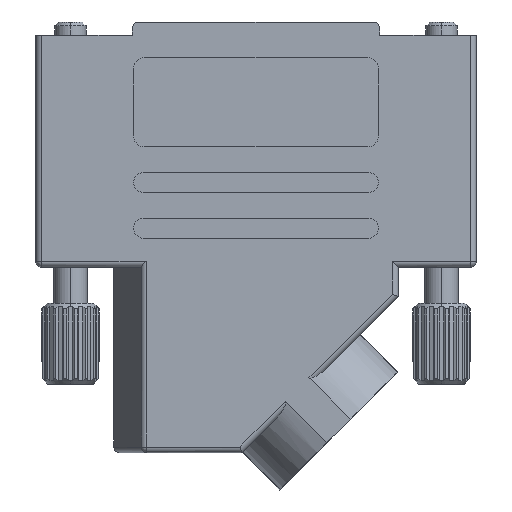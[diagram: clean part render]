
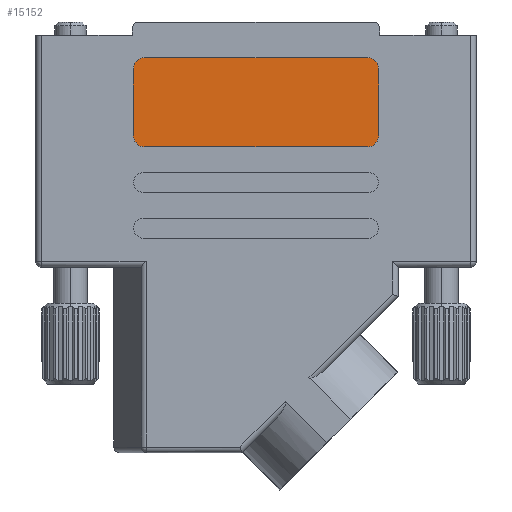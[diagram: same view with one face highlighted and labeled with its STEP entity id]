
A CAD part, front view. The second image highlights one B-rep face of the part: STEP entity #15152.
In plain terms, the highlighted planar face has unit normal (0, -1, 0).
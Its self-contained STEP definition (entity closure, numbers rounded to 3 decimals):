
#372 = LINE ( 'NONE', #2070, #581 ) ;
#581 = VECTOR ( 'NONE', #17481, 1000. ) ;
#795 = EDGE_CURVE ( 'NONE', #6314, #5053, #17819, .T. ) ;
#1278 = CARTESIAN_POINT ( 'NONE',  ( -10., -7.05, -9. ) ) ;
#1481 = CARTESIAN_POINT ( 'NONE',  ( 10., -7.05, -10. ) ) ;
#1541 = CARTESIAN_POINT ( 'NONE',  ( -11., -7.05, -3. ) ) ;
#1574 = PLANE ( 'NONE',  #10940 ) ;
#1784 = EDGE_LOOP ( 'NONE', ( #7288, #21455, #12342, #15166, #7049, #8515, #11801, #21870 ) ) ;
#2070 = CARTESIAN_POINT ( 'NONE',  ( 10., -7.05, -2. ) ) ;
#2806 = VERTEX_POINT ( 'NONE', #11873 ) ;
#2818 = VECTOR ( 'NONE', #15762, 1000. ) ;
#2922 = EDGE_CURVE ( 'NONE', #10667, #2806, #7919, .T. ) ;
#3001 = AXIS2_PLACEMENT_3D ( 'NONE', #6817, #22112, #13615 ) ;
#3358 = CIRCLE ( 'NONE', #3001, 1. ) ;
#3362 = FACE_OUTER_BOUND ( 'NONE', #1784, .T. ) ;
#3672 = DIRECTION ( 'NONE',  ( 0., -1., 0. ) ) ;
#3683 = VERTEX_POINT ( 'NONE', #10560 ) ;
#4519 = CARTESIAN_POINT ( 'NONE',  ( 10., -7.05, -10. ) ) ;
#5053 = VERTEX_POINT ( 'NONE', #1481 ) ;
#5489 = CARTESIAN_POINT ( 'NONE',  ( -10., -7.05, -2. ) ) ;
#6311 = AXIS2_PLACEMENT_3D ( 'NONE', #9097, #15895, #20950 ) ;
#6314 = VERTEX_POINT ( 'NONE', #12178 ) ;
#6506 = CARTESIAN_POINT ( 'NONE',  ( 10., -7.05, -3. ) ) ;
#6817 = CARTESIAN_POINT ( 'NONE',  ( -10., -7.05, -3. ) ) ;
#7049 = ORIENTED_EDGE ( 'NONE', *, *, #14754, .T. ) ;
#7288 = ORIENTED_EDGE ( 'NONE', *, *, #8647, .T. ) ;
#7308 = VECTOR ( 'NONE', #21954, 1000. ) ;
#7341 = VECTOR ( 'NONE', #9654, 1000. ) ;
#7919 = LINE ( 'NONE', #12824, #2818 ) ;
#8288 = DIRECTION ( 'NONE',  ( 0., 0., 1. ) ) ;
#8515 = ORIENTED_EDGE ( 'NONE', *, *, #795, .T. ) ;
#8600 = CARTESIAN_POINT ( 'NONE',  ( 10., -7.05, -9. ) ) ;
#8647 = EDGE_CURVE ( 'NONE', #17796, #19220, #16281, .T. ) ;
#8700 = EDGE_CURVE ( 'NONE', #19220, #20552, #372, .T. ) ;
#9097 = CARTESIAN_POINT ( 'NONE',  ( 10., -7.05, -3. ) ) ;
#9654 = DIRECTION ( 'NONE',  ( 1., 0., 0. ) ) ;
#9784 = DIRECTION ( 'NONE',  ( 0., 0., 1. ) ) ;
#10377 = DIRECTION ( 'NONE',  ( 0., 0., 1. ) ) ;
#10560 = CARTESIAN_POINT ( 'NONE',  ( 11., -7.05, -9. ) ) ;
#10667 = VERTEX_POINT ( 'NONE', #1541 ) ;
#10940 = AXIS2_PLACEMENT_3D ( 'NONE', #6506, #16437, #8288 ) ;
#11346 = LINE ( 'NONE', #16586, #7308 ) ;
#11462 = DIRECTION ( 'NONE',  ( 0., -1., 0. ) ) ;
#11801 = ORIENTED_EDGE ( 'NONE', *, *, #18168, .T. ) ;
#11873 = CARTESIAN_POINT ( 'NONE',  ( -11., -7.05, -9. ) ) ;
#11902 = EDGE_CURVE ( 'NONE', #20552, #10667, #3358, .T. ) ;
#12178 = CARTESIAN_POINT ( 'NONE',  ( -10., -7.05, -10. ) ) ;
#12298 = EDGE_CURVE ( 'NONE', #3683, #17796, #11346, .T. ) ;
#12342 = ORIENTED_EDGE ( 'NONE', *, *, #11902, .T. ) ;
#12824 = CARTESIAN_POINT ( 'NONE',  ( -11., -7.05, -3. ) ) ;
#13615 = DIRECTION ( 'NONE',  ( 0., 0., 1. ) ) ;
#14125 = CIRCLE ( 'NONE', #16629, 1. ) ;
#14754 = EDGE_CURVE ( 'NONE', #2806, #6314, #14125, .T. ) ;
#15152 = ADVANCED_FACE ( 'NONE', ( #3362 ), #1574, .F. ) ;
#15166 = ORIENTED_EDGE ( 'NONE', *, *, #2922, .T. ) ;
#15762 = DIRECTION ( 'NONE',  ( 0., 0., -1. ) ) ;
#15882 = CARTESIAN_POINT ( 'NONE',  ( 10., -7.05, -2. ) ) ;
#15895 = DIRECTION ( 'NONE',  ( 0., -1., 0. ) ) ;
#16281 = CIRCLE ( 'NONE', #6311, 1. ) ;
#16437 = DIRECTION ( 'NONE',  ( 0., 1., 0. ) ) ;
#16586 = CARTESIAN_POINT ( 'NONE',  ( 11., -7.05, -3. ) ) ;
#16629 = AXIS2_PLACEMENT_3D ( 'NONE', #1278, #11462, #9784 ) ;
#16678 = CIRCLE ( 'NONE', #18098, 1. ) ;
#17481 = DIRECTION ( 'NONE',  ( -1., 0., 0. ) ) ;
#17796 = VERTEX_POINT ( 'NONE', #21442 ) ;
#17819 = LINE ( 'NONE', #4519, #7341 ) ;
#18098 = AXIS2_PLACEMENT_3D ( 'NONE', #8600, #3672, #10377 ) ;
#18168 = EDGE_CURVE ( 'NONE', #5053, #3683, #16678, .T. ) ;
#19220 = VERTEX_POINT ( 'NONE', #15882 ) ;
#20552 = VERTEX_POINT ( 'NONE', #5489 ) ;
#20950 = DIRECTION ( 'NONE',  ( 0., 0., 1. ) ) ;
#21442 = CARTESIAN_POINT ( 'NONE',  ( 11., -7.05, -3. ) ) ;
#21455 = ORIENTED_EDGE ( 'NONE', *, *, #8700, .T. ) ;
#21870 = ORIENTED_EDGE ( 'NONE', *, *, #12298, .T. ) ;
#21954 = DIRECTION ( 'NONE',  ( 0., 0., 1. ) ) ;
#22112 = DIRECTION ( 'NONE',  ( 0., -1., 0. ) ) ;
